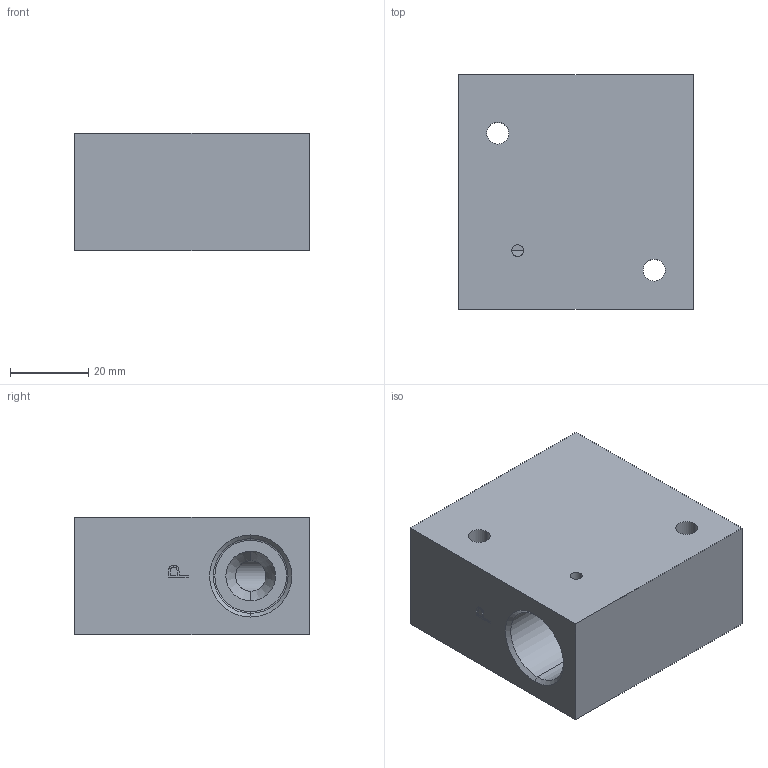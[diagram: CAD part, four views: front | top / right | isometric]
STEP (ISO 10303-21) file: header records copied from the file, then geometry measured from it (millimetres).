
FILE_DESCRIPTION (( 'STEP AP214' ), '1' );
FILE_NAME ('VKR-6-DB1000.STEP', '2024-04-23T11:25:31', ( '' ), ( '' ), 'SwSTEP 2.0', 'SolidWorks 2022', '' );
FILE_SCHEMA (( 'AUTOMOTIVE_DESIGN' ));
Length unit declared in the file: millimetre
Products named in the file (1): VKR-6-DB1000
Bounding box: 60 x 60 x 30 mm (x, y, z)
Volume: 88948.5 mm3; surface area: 19367.3 mm2
Topology: 1 solids, 1 shells, 89 faces, 208 edges, 127 vertices
Faces by surface type: plane 31, cylinder 28, cone 14, torus 10, bspline 6
Entity records: 3165 total; most frequent: CARTESIAN_POINT 989, DIRECTION 435, ORIENTED_EDGE 412, EDGE_CURVE 206, AXIS2_PLACEMENT_3D 163, VERTEX_POINT 127, LINE 109, VECTOR 109
